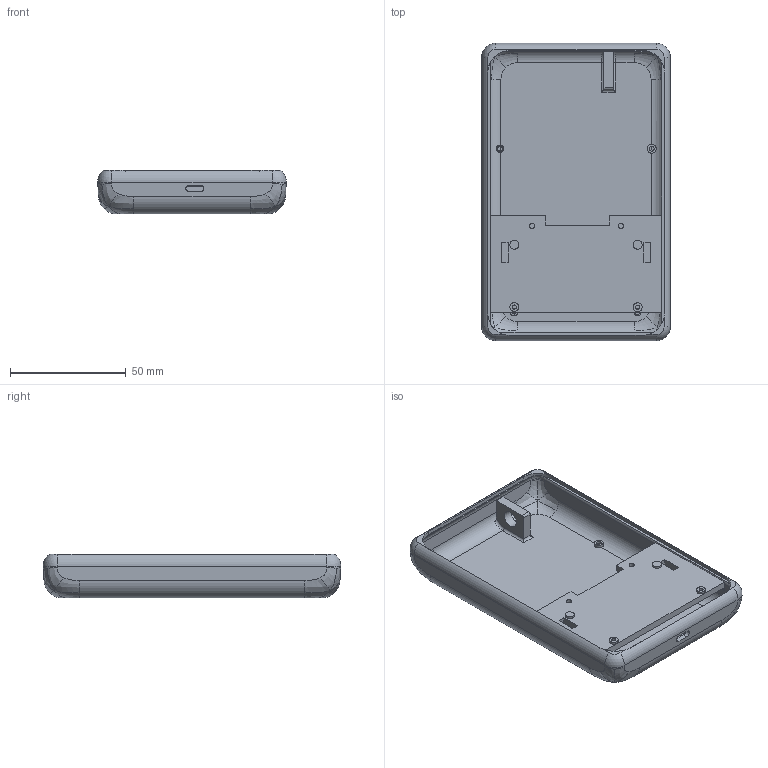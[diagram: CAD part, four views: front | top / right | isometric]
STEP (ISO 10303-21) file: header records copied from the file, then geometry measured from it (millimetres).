
FILE_DESCRIPTION(/* description */ (''),/* implementation_level */ '2;1');
FILE_NAME(/* name */ 'Case Bottom.step',/* time_stamp */ '2023-11-29T10:11:04-08:00',/* author */ (''),/* organization */ (''),/* preprocessor_version */ 'ST-DEVELOPER v20',/* originating_system */ 'Autodesk Translation Framework v12.14.0.127',/* authorisation */ '');
FILE_SCHEMA (('AUTOMOTIVE_DESIGN { 1 0 10303 214 3 1 1 }'));
Length unit declared in the file: millimetre
Products named in the file (1): Case Bottom
Bounding box: 81.44 x 128.5 x 19 mm (x, y, z)
Volume: 41217.4 mm3; surface area: 39741.6 mm2
Topology: 1 solids, 1 shells, 176 faces, 451 edges, 286 vertices
Faces by surface type: cylinder 60, plane 58, bspline 48, sphere 8, torus 2
Full cylindrical faces by diameter (mm): 1.442 x1, 1.781 x2, 2.1 x4, 2.247 x2, 3.078 x3, 3.798 x2, 3.865 x4, 7.193 x1
Entity records: 13339 total; most frequent: CARTESIAN_POINT 9208, ORIENTED_EDGE 902, DIRECTION 769, EDGE_CURVE 451, AXIS2_PLACEMENT_3D 299, VERTEX_POINT 286, EDGE_LOOP 203, FACE_OUTER_BOUND 176
